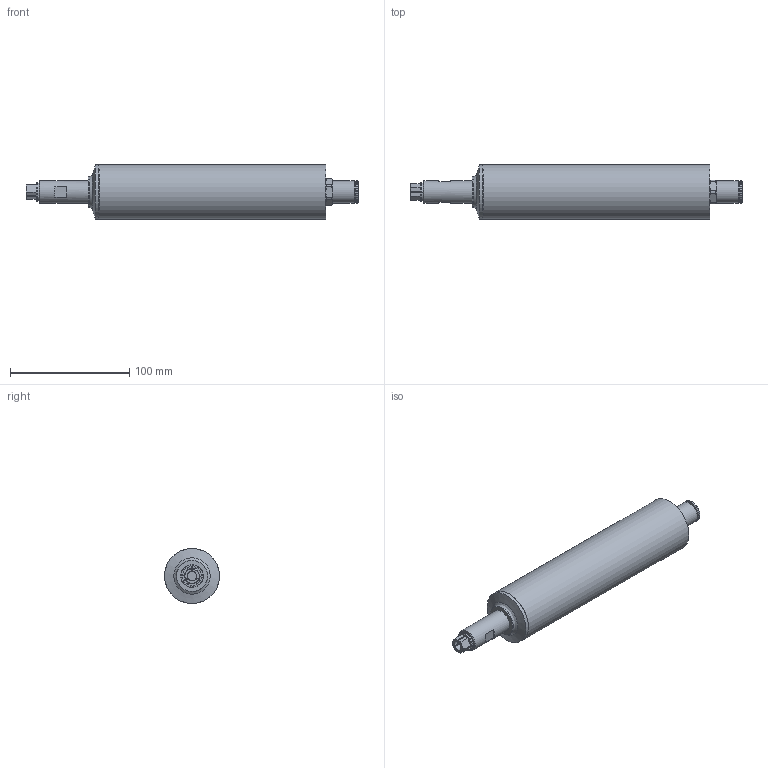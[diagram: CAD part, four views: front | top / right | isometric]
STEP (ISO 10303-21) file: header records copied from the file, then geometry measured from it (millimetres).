
FILE_DESCRIPTION((''),'2;1');
FILE_NAME('ES 170 ZG_29924457.stp','2009-03-04T12:39:55',('rmorof'),(''),'Autodesk Inventor 2008','Autodesk Inventor 2008','');
FILE_SCHEMA(('CONFIG_CONTROL_DESIGN'));
Length unit declared in the file: millimetre
Products named in the file (1): ES 170 ZG_29924457
Bounding box: 278.06 x 46 x 46 mm (x, y, z)
Volume: 339352 mm3; surface area: 40137.2 mm2
Topology: 1 solids, 3 shells, 145 faces, 368 edges, 240 vertices
Faces by surface type: plane 73, cylinder 38, cone 28, torus 3, bspline 3
Full cylindrical faces by diameter (mm): 8.5 x1, 10.92 x1, 12 x2, 12.1 x2, 13.2 x1, 14.95 x1, 15.1 x1, 18.5 x2, 19 x2, 26 x1, 43.698 x1, 46 x2
Entity records: 4336 total; most frequent: CARTESIAN_POINT 891, DIRECTION 682, ORIENTED_EDGE 650, EDGE_CURVE 325, AXIS2_PLACEMENT_3D 271, VERTEX_POINT 225, EDGE_LOOP 194, FACE_OUTER_BOUND 145
